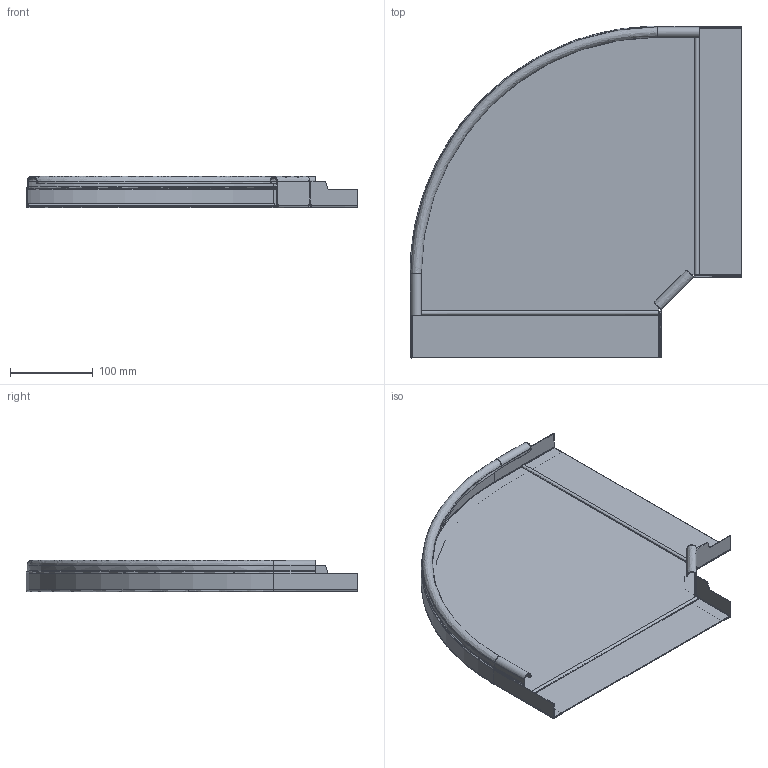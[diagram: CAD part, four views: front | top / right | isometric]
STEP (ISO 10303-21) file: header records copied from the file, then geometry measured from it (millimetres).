
FILE_DESCRIPTION(/* description */ (''),/* implementation_level */ '2;1');
FILE_NAME(/* name */ '6041014',/* time_stamp */ '2014-08-21T15:02:11+02:00',/* author */ (''),/* organization */ (''),/* preprocessor_version */ 'ST-DEVELOPER v15',/* originating_system */ '',/* authorisation */ '');
FILE_SCHEMA (('AUTOMOTIVE_DESIGN'));
Length unit declared in the file: millimetre
Products named in the file (2): Document; Block 01
Assembly tree (1 placements, depth 2):
  Document
    Block 01
Bounding box: 401.35 x 401.35 x 38 mm (x, y, z)
Volume: 225481.1 mm3; surface area: 364953.4 mm2
Topology: 3 solids, 3 shells, 170 faces, 408 edges, 244 vertices
Faces by surface type: bspline 88, plane 82
Entity records: 6933 total; most frequent: CARTESIAN_POINT 4372, ORIENTED_EDGE 816, EDGE_CURVE 408, B_SPLINE_CURVE_WITH_KNOTS 266, VERTEX_POINT 244, ADVANCED_FACE 170, FACE_OUTER_BOUND 170, EDGE_LOOP 170
